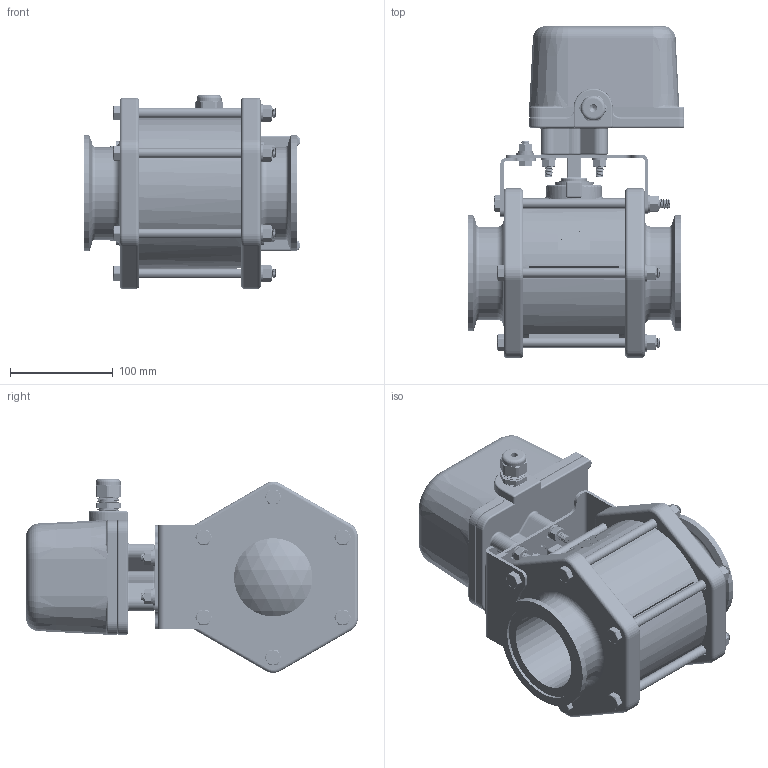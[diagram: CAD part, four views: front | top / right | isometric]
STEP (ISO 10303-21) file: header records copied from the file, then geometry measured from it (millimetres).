
FILE_DESCRIPTION(/* description */ ('3" MANIFOLD EV 12 VDC 3 SEC 3 WIRE '),/* implementation_level */ '2;1');
FILE_NAME(/* name */ 'MEV300CF.stp',/* time_stamp */ '2020-07-24T13:41:28-04:00',/* author */ ('areid'),/* organization */ (''),/* preprocessor_version */ 'ST-DEVELOPER v17.2',/* originating_system */ 'Autodesk Inventor 2019',/* authorisation */ '');
FILE_SCHEMA (('AUTOMOTIVE_DESIGN { 1 0 10303 214 3 1 1 }'));
Products named in the file (41): MEV300CF; MEV300XR1A; V35254; V35254_1; VL1000; V35278; V35278X; V20018; V20019; VE30151SS; V35255ASS; VE35258B; V25163; V25160; V35017; V35018; V35265; VE30121; VE30022; VE35188; VE35189; 17019; 12901; VE5630; VE5630X; BOTTOM; TOP; CAM; VE117B; VE108; VE108X; switch_CB; Relay; ANSI B18.6.3 - No. 8 - 32 - 3/4; ASME B18.21.2M - 5; Spacer_038; Spacer_Plastic_038; B0516125ST; VE4518; V10118 ...
Assembly tree (80 placements, depth 4):
  MEV300CF
    MEV300XR1A
      V35254
        V35254_1
        VL1000
      V35278  x2
        V35278X
      V20018  x6
      V20019  x6
      VE30151SS
      V35255ASS
      VE35258B  x2
      V25163
      V25160
      V35018  x2
      V35017  x4
      V35265  x2
      VE30121
      VE30022
      VE35188
      VE35189
      V10118  x2
      V10119  x2
      17019  x2
      12901  x2
    VE5630
      VE5630X
        BOTTOM
        TOP
        CAM  x2
      VE117B
      VE108
        VE108X
        switch_CB  x2
        Relay
        ANSI B18.6.3 - No. 8 - 32 - 3/4  x3
        ASME B18.21.2M - 5  x3
        Spacer_038  x3
        Spacer_Plastic_038
      B0516125ST  x4
      VE4518
    V10118  x4
    V10119  x4
Bounding box: 211.2 x 323.15 x 188.74 mm (x, y, z)
Volume: 2523912.3 mm3; surface area: 720005.1 mm2
Topology: 81 solids, 81 shells, 5328 faces, 13758 edges, 8886 vertices
Faces by surface type: plane 2441, cylinder 1347, bspline 760, cone 609, torus 140, sphere 31
Full cylindrical faces by diameter (mm): 1.016 x3, 1.194 x6, 1.321 x8, 1.397 x2, 1.93 x2, 2.007 x8, 2.159 x2, 2.642 x2, 2.743 x1, 2.896 x4, 3.048 x2, 3.175 x3, 3.45 x2, 3.454 x6, 3.556 x4, 3.81 x2, 4.166 x3, 4.312 x2, 4.318 x3, 4.631 x6, 4.775 x2, 4.826 x4, 6.223 x112, 6.35 x9, 6.604 x1, 7.171 x8, 7.463 x38, 7.751 x108, 8.001 x5, 8.128 x2
Entity records: 153306 total; most frequent: CARTESIAN_POINT 57666, ORIENTED_EDGE 20868, DIRECTION 16523, EDGE_CURVE 10434, VERTEX_POINT 6863, LINE 6731, VECTOR 6731, AXIS2_PLACEMENT_3D 4896
